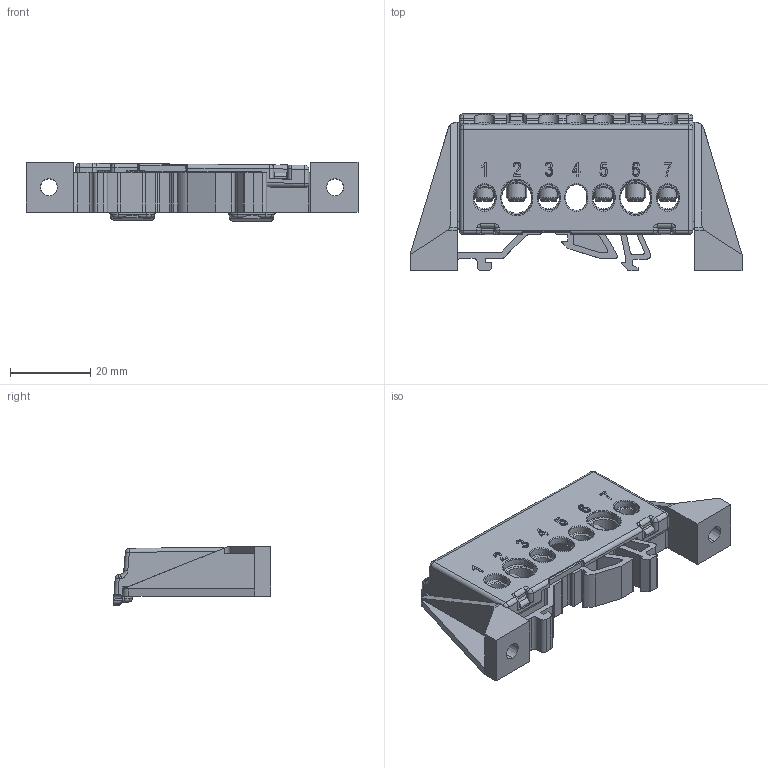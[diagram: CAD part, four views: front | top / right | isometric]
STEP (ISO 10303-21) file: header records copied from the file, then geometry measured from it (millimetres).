
FILE_DESCRIPTION (( 'STEP AP214' ), '1' );
FILE_NAME ('KSN-2-8x12 (03+03).STEP', '2023-11-03T11:49:36', ( '' ), ( '' ), 'SwSTEP 2.0', 'SolidWorks 2022', '' );
FILE_SCHEMA (( 'AUTOMOTIVE_DESIGN' ));
Length unit declared in the file: millimetre
Products named in the file (6): Винт М5х10_20140212; Holder 07_уклоны; BHBT-3-8x12.03.01; KSN-2-8x12 (03+03); BHBT-3-8x12.03.00; Cover 07
Assembly tree (8 placements, depth 3):
  KSN-2-8x12 (03+03)
    Holder 07_уклоны
    Cover 07
    BHBT-3-8x12.03.00  x2
      BHBT-3-8x12.03.01
      Винт М5х10_20140212
Bounding box: 82.6 x 39.19 x 14.76 mm (x, y, z)
Volume: 15471.1 mm3; surface area: 18342.2 mm2
Topology: 10 solids, 10 shells, 1089 faces, 2993 edges, 1914 vertices
Faces by surface type: plane 512, cylinder 287, cone 122, torus 93, bspline 63, sphere 12
Entity records: 28697 total; most frequent: CARTESIAN_POINT 8915, ORIENTED_EDGE 4392, DIRECTION 3698, EDGE_CURVE 2196, VERTEX_POINT 1411, VECTOR 1338, LINE 1338, AXIS2_PLACEMENT_3D 1180
